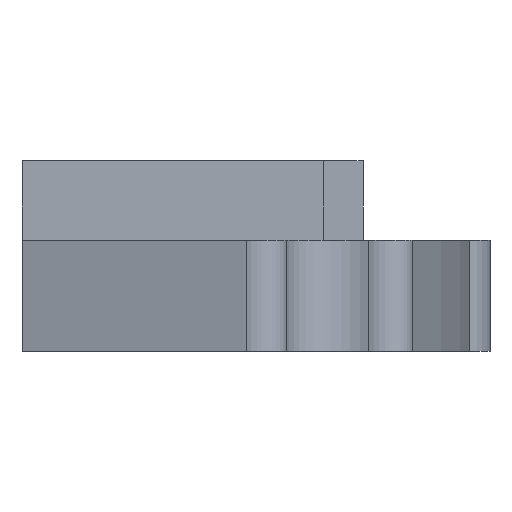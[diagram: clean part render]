
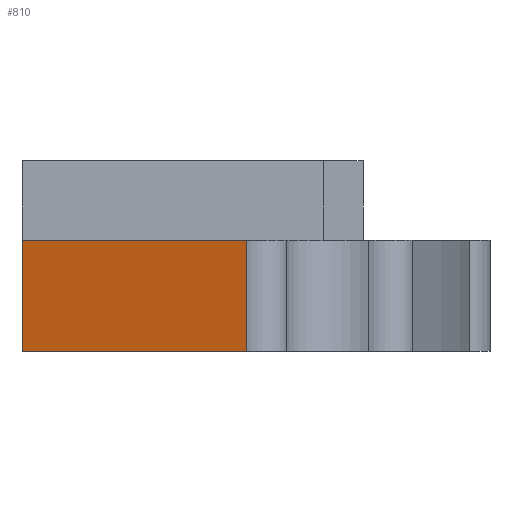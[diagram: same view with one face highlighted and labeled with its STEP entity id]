
A CAD part, left-side view. The second image highlights one B-rep face of the part: STEP entity #810.
In plain terms, the highlighted planar face has unit normal (-0.957, 0.291, 0).
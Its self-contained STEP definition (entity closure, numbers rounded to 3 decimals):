
#84=FACE_OUTER_BOUND('',#126,.T.);
#126=EDGE_LOOP('',(#701,#702,#703,#704));
#132=LINE('',#1114,#227);
#194=LINE('',#1238,#289);
#222=LINE('',#1331,#317);
#223=LINE('',#1333,#318);
#227=VECTOR('',#894,10.);
#289=VECTOR('',#988,10.);
#317=VECTOR('',#1094,10.);
#318=VECTOR('',#1097,10.);
#322=VERTEX_POINT('',#1111);
#323=VERTEX_POINT('',#1113);
#369=VERTEX_POINT('',#1237);
#395=VERTEX_POINT('',#1329);
#398=EDGE_CURVE('',#322,#323,#132,.T.);
#460=EDGE_CURVE('',#323,#369,#194,.T.);
#507=EDGE_CURVE('',#395,#369,#222,.T.);
#508=EDGE_CURVE('',#395,#322,#223,.T.);
#701=ORIENTED_EDGE('',*,*,#508,.F.);
#702=ORIENTED_EDGE('',*,*,#507,.T.);
#703=ORIENTED_EDGE('',*,*,#460,.F.);
#704=ORIENTED_EDGE('',*,*,#398,.F.);
#770=PLANE('',#884);
#810=ADVANCED_FACE('',(#84),#770,.T.);
#884=AXIS2_PLACEMENT_3D('',#1332,#1095,#1096);
#894=DIRECTION('',(0.,0.,1.));
#988=DIRECTION('',(-0.291,-0.957,0.));
#1094=DIRECTION('',(0.,0.,1.));
#1095=DIRECTION('center_axis',(-0.957,0.291,0.));
#1096=DIRECTION('ref_axis',(-0.291,-0.957,0.));
#1097=DIRECTION('',(0.291,0.957,0.));
#1111=CARTESIAN_POINT('',(-25.784,-56.75,71.5));
#1113=CARTESIAN_POINT('',(-25.784,-56.75,78.5));
#1114=CARTESIAN_POINT('',(-25.784,-56.75,71.5));
#1237=CARTESIAN_POINT('',(-30.09,-70.888,78.5));
#1238=CARTESIAN_POINT('',(-29.393,-68.6,78.5));
#1329=CARTESIAN_POINT('',(-30.09,-70.888,71.5));
#1331=CARTESIAN_POINT('',(-30.09,-70.888,71.5));
#1332=CARTESIAN_POINT('Origin',(-29.393,-68.6,71.5));
#1333=CARTESIAN_POINT('',(-29.393,-68.6,71.5));
